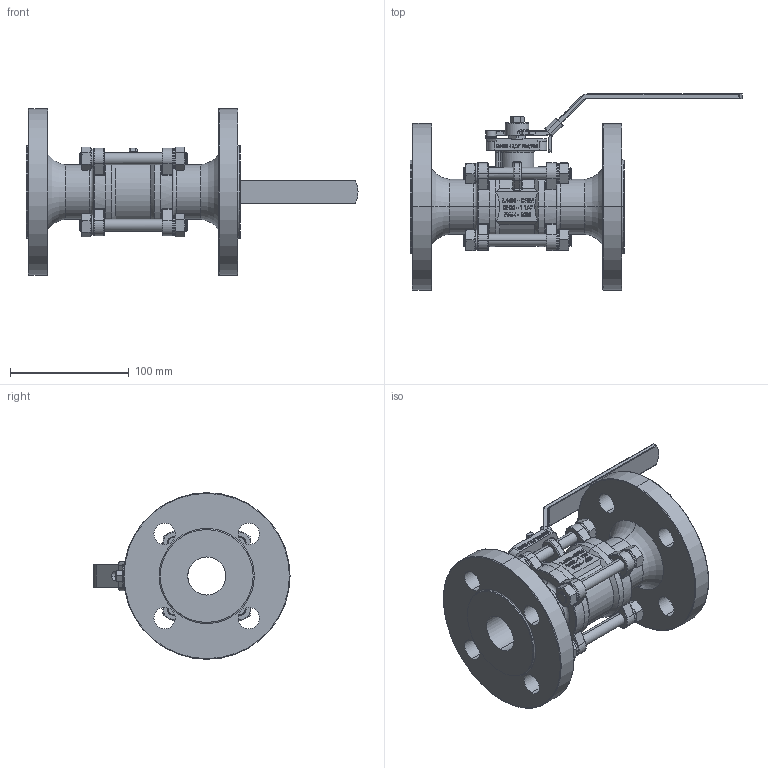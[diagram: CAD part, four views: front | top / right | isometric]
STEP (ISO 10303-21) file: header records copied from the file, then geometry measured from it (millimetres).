
FILE_DESCRIPTION (( 'STEP AP203' ), '1' );
FILE_NAME ('組合件F(法蘭蓋).STEP', '2018-02-22T10:05:26', ( '' ), ( '' ), 'SwSTEP 2.0', 'SolidWorks 2014', '' );
FILE_SCHEMA (( 'CONFIG_CONTROL_DESIGN' ));
Length unit declared in the file: millimetre
Products named in the file (23): M-25E2140(掛鎖); T-34E07G0; F-25F0361; M-25E2140; G-34E2740; T-35F05C1; D-34F45X0(PN40法蘭蓋); G-34E1150; T-35F06C1; G-34F1843(雙頭牙); G-25E3060; T-34E07C0; 組合件F(法蘭蓋); T-52G07G0; G-10E1940; G-B1DA540; G-10E2640; G-B3CA440; T-34E08T0; C-34F016-S00; G-10A2640; G-34E2540; E-34E0461
Assembly tree (52 placements, depth 2):
  組合件F(法蘭蓋)
    C-34F016-S00
    E-34E0461
    F-25F0361
    T-35F05C1  x2
    T-35F06C1  x2
    T-34E07C0  x2
    G-10E1940  x8
    G-10E2640  x8
    T-34E08T0  x4
    G-34E2540  x5
    T-34E07G0
    G-34E2740
    G-34E1150  x2
    G-25E3060
    T-52G07G0
    G-B1DA540
    G-B3CA440
    G-10A2640  x2
    M-25E2140(掛鎖)
    M-25E2140
    D-34F45X0(PN40法蘭蓋)  x2
    G-34F1843(雙頭牙)  x4
Bounding box: 279.05 x 164.8 x 140 mm (x, y, z)
Volume: 790773.9 mm3; surface area: 227263 mm2
Topology: 52 solids, 52 shells, 2365 faces, 5889 edges, 3646 vertices
Faces by surface type: cylinder 882, plane 666, bspline 266, torus 241, cone 214, sphere 96
Entity records: 67886 total; most frequent: CARTESIAN_POINT 32544, ORIENTED_EDGE 7156, DIRECTION 5971, EDGE_CURVE 3578, VERTEX_POINT 2282, AXIS2_PLACEMENT_3D 2084, LINE 1803, VECTOR 1803
